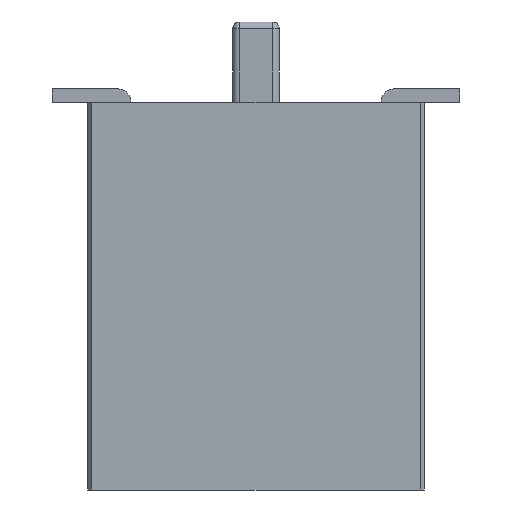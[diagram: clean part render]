
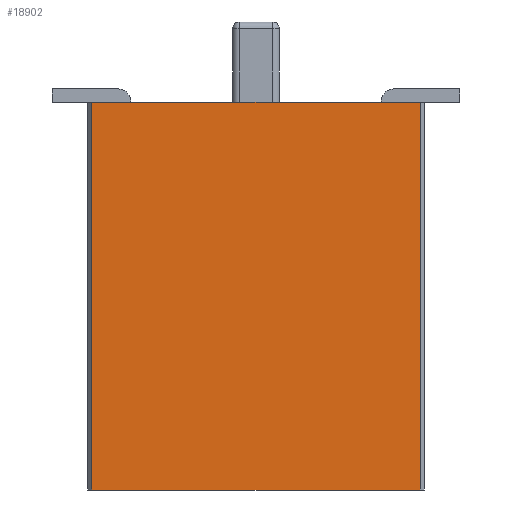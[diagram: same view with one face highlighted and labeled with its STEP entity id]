
A CAD part, left-side view. The second image highlights one B-rep face of the part: STEP entity #18902.
In plain terms, the highlighted planar face has unit normal (-1, 0, 0).
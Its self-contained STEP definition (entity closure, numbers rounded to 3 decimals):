
#1972=FACE_OUTER_BOUND('',#3025,.T.);
#3025=EDGE_LOOP('',(#16939,#16940,#16941,#16942));
#4983=LINE('',#32147,#7085);
#5018=LINE('',#32215,#7120);
#5077=LINE('',#32337,#7179);
#5091=LINE('',#32366,#7193);
#7085=VECTOR('',#25094,1.);
#7120=VECTOR('',#25131,1.);
#7179=VECTOR('',#25222,1.);
#7193=VECTOR('',#25266,1.);
#8926=VERTEX_POINT('',#32144);
#8927=VERTEX_POINT('',#32146);
#8958=VERTEX_POINT('',#32212);
#8959=VERTEX_POINT('',#32214);
#11559=EDGE_CURVE('',#8926,#8927,#4983,.T.);
#11594=EDGE_CURVE('',#8959,#8958,#5018,.T.);
#11657=EDGE_CURVE('',#8959,#8926,#5077,.T.);
#11671=EDGE_CURVE('',#8927,#8958,#5091,.T.);
#16939=ORIENTED_EDGE('',*,*,#11657,.F.);
#16940=ORIENTED_EDGE('',*,*,#11594,.T.);
#16941=ORIENTED_EDGE('',*,*,#11671,.F.);
#16942=ORIENTED_EDGE('',*,*,#11559,.F.);
#17896=PLANE('',#20407);
#18902=ADVANCED_FACE('',(#1972),#17896,.F.);
#20407=AXIS2_PLACEMENT_3D('',#32367,#25267,#25268);
#25094=DIRECTION('',(0.,1.,0.));
#25131=DIRECTION('',(0.,1.,0.));
#25222=DIRECTION('',(0.,0.,-1.));
#25266=DIRECTION('',(0.,0.,1.));
#25267=DIRECTION('center_axis',(1.,0.,0.));
#25268=DIRECTION('ref_axis',(0.,0.,-1.));
#32144=CARTESIAN_POINT('',(-1.311,-4.044,-2.9));
#32146=CARTESIAN_POINT('',(-1.311,0.868,-2.9));
#32147=CARTESIAN_POINT('',(-1.311,-4.044,-2.9));
#32212=CARTESIAN_POINT('',(-1.311,0.868,2.9));
#32214=CARTESIAN_POINT('',(-1.311,-4.044,2.9));
#32215=CARTESIAN_POINT('',(-1.311,-4.044,2.9));
#32337=CARTESIAN_POINT('',(-1.311,-4.044,2.9));
#32366=CARTESIAN_POINT('',(-1.311,0.868,-2.9));
#32367=CARTESIAN_POINT('Origin',(-1.311,-4.108,2.9));
